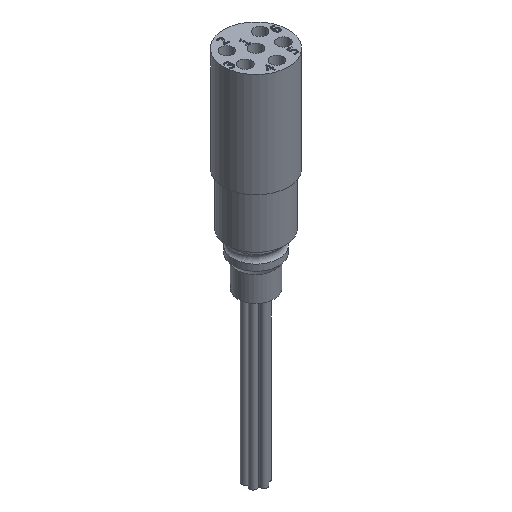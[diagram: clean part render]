
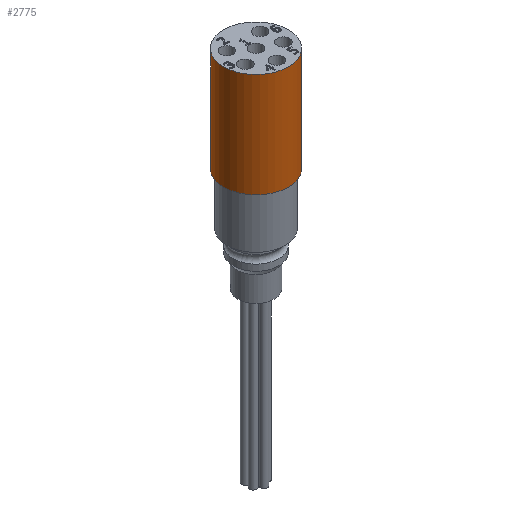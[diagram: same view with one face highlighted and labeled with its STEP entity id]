
A CAD part, isometric view. The second image highlights one B-rep face of the part: STEP entity #2775.
In plain terms, the highlighted cylindrical face has radius 7.75 mm (diameter 15.5 mm), a full revolution.
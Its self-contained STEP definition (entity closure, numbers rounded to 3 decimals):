
#31=CYLINDRICAL_SURFACE($,#2905,7.75);
#38=CIRCLE($,#2841,7.75);
#67=CIRCLE($,#2906,7.75);
#304=FACE_BOUND($,#649,.T.);
#453=FACE_OUTER_BOUND($,#648,.T.);
#648=EDGE_LOOP($,(#2408));
#649=EDGE_LOOP($,(#2409));
#1287=VERTEX_POINT($,#4870);
#1316=VERTEX_POINT($,#4964);
#1653=EDGE_CURVE($,#1287,#1287,#38,.T.);
#1682=EDGE_CURVE($,#1316,#1316,#67,.T.);
#2408=ORIENTED_EDGE($,*,*,#1653,.T.);
#2409=ORIENTED_EDGE($,*,*,#1682,.F.);
#2775=ADVANCED_FACE($,(#453,#304),#31,.T.);
#2841=AXIS2_PLACEMENT_3D($,#4871,#3235,#3236);
#2905=AXIS2_PLACEMENT_3D($,#4963,#3363,#3364);
#2906=AXIS2_PLACEMENT_3D($,#4965,#3365,#3366);
#3235=DIRECTION('center_axis',(0.,0.,-1.));
#3236=DIRECTION('ref_axis',(-1.,0.,0.));
#3363=DIRECTION('center_axis',(0.,0.,1.));
#3364=DIRECTION('ref_axis',(-1.,0.,0.));
#3365=DIRECTION('center_axis',(0.,0.,-1.));
#3366=DIRECTION('ref_axis',(-1.,0.,0.));
#4870=CARTESIAN_POINT('',(7.75,0.,25.));
#4871=CARTESIAN_POINT('Origin',(0.,0.,25.));
#4963=CARTESIAN_POINT('Origin',(0.,0.,0.));
#4964=CARTESIAN_POINT('',(7.75,0.,0.));
#4965=CARTESIAN_POINT('Origin',(0.,0.,0.));
